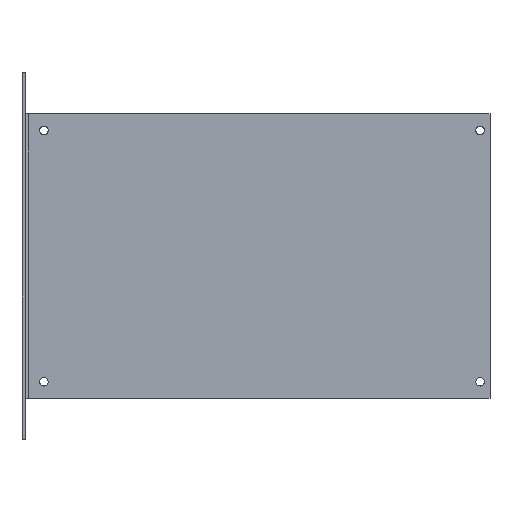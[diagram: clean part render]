
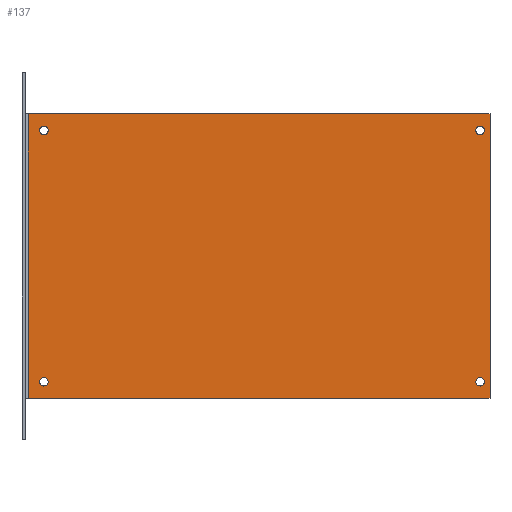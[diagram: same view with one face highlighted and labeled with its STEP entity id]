
A CAD part, top view. The second image highlights one B-rep face of the part: STEP entity #137.
In plain terms, the highlighted planar face has unit normal (0, 0, 1).
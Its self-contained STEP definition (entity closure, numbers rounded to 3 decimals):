
#137 = ADVANCED_FACE( '', ( #301, #302, #303, #304, #305 ), #306, .F. );
#301 = FACE_BOUND( '', #472, .T. );
#302 = FACE_BOUND( '', #473, .T. );
#303 = FACE_OUTER_BOUND( '', #474, .T. );
#304 = FACE_BOUND( '', #475, .T. );
#305 = FACE_BOUND( '', #476, .T. );
#306 = PLANE( '', #477 );
#472 = EDGE_LOOP( '', ( #828 ) );
#473 = EDGE_LOOP( '', ( #829 ) );
#474 = EDGE_LOOP( '', ( #830, #831, #832, #833 ) );
#475 = EDGE_LOOP( '', ( #834 ) );
#476 = EDGE_LOOP( '', ( #835 ) );
#477 = AXIS2_PLACEMENT_3D( '', #836, #837, #838 );
#828 = ORIENTED_EDGE( '', *, *, #919, .T. );
#829 = ORIENTED_EDGE( '', *, *, #932, .T. );
#830 = ORIENTED_EDGE( '', *, *, #1014, .F. );
#831 = ORIENTED_EDGE( '', *, *, #994, .F. );
#832 = ORIENTED_EDGE( '', *, *, #908, .F. );
#833 = ORIENTED_EDGE( '', *, *, #949, .F. );
#834 = ORIENTED_EDGE( '', *, *, #956, .T. );
#835 = ORIENTED_EDGE( '', *, *, #978, .T. );
#836 = CARTESIAN_POINT( '', ( -0.096, -50., -11.3 ) );
#837 = DIRECTION( '', ( 0., 0., -1. ) );
#838 = DIRECTION( '', ( -1., 0., 0. ) );
#908 = EDGE_CURVE( '', #1069, #1070, #1071, .T. );
#919 = EDGE_CURVE( '', #1089, #1089, #1090, .T. );
#932 = EDGE_CURVE( '', #1112, #1112, #1113, .T. );
#949 = EDGE_CURVE( '', #1138, #1069, #1140, .T. );
#956 = EDGE_CURVE( '', #1150, #1150, #1151, .T. );
#978 = EDGE_CURVE( '', #1184, #1184, #1185, .T. );
#994 = EDGE_CURVE( '', #1070, #1207, #1208, .T. );
#1014 = EDGE_CURVE( '', #1207, #1138, #1237, .T. );
#1069 = VERTEX_POINT( '', #1308 );
#1070 = VERTEX_POINT( '', #1309 );
#1071 = LINE( '', #1310, #1311 );
#1089 = VERTEX_POINT( '', #1334 );
#1090 = CIRCLE( '', #1335, 1.5 );
#1112 = VERTEX_POINT( '', #1365 );
#1113 = CIRCLE( '', #1366, 1.5 );
#1138 = VERTEX_POINT( '', #1400 );
#1140 = LINE( '', #1402, #1403 );
#1150 = VERTEX_POINT( '', #1416 );
#1151 = CIRCLE( '', #1417, 1.5 );
#1184 = VERTEX_POINT( '', #1462 );
#1185 = CIRCLE( '', #1463, 1.5 );
#1207 = VERTEX_POINT( '', #1493 );
#1208 = LINE( '', #1494, #1495 );
#1237 = LINE( '', #1538, #1539 );
#1308 = CARTESIAN_POINT( '', ( 163.5, 50., -11.3 ) );
#1309 = CARTESIAN_POINT( '', ( 163.5, -50., -11.3 ) );
#1310 = CARTESIAN_POINT( '', ( 163.5, 50., -11.3 ) );
#1311 = VECTOR( '', #1608, 1000. );
#1334 = CARTESIAN_POINT( '', ( 6.5, 45.75, -11.3 ) );
#1335 = AXIS2_PLACEMENT_3D( '', #1623, #1624, #1625 );
#1365 = CARTESIAN_POINT( '', ( 160., -42.75, -11.3 ) );
#1366 = AXIS2_PLACEMENT_3D( '', #1637, #1638, #1639 );
#1400 = CARTESIAN_POINT( '', ( 1., 50., -11.3 ) );
#1402 = CARTESIAN_POINT( '', ( -0.096, 50., -11.3 ) );
#1403 = VECTOR( '', #1658, 1000. );
#1416 = CARTESIAN_POINT( '', ( 160., 45.75, -11.3 ) );
#1417 = AXIS2_PLACEMENT_3D( '', #1665, #1666, #1667 );
#1462 = CARTESIAN_POINT( '', ( 6.5, -42.75, -11.3 ) );
#1463 = AXIS2_PLACEMENT_3D( '', #1689, #1690, #1691 );
#1493 = CARTESIAN_POINT( '', ( 1., -50., -11.3 ) );
#1494 = CARTESIAN_POINT( '', ( -0.096, -50., -11.3 ) );
#1495 = VECTOR( '', #1706, 1000. );
#1538 = CARTESIAN_POINT( '', ( 1., -50., -11.3 ) );
#1539 = VECTOR( '', #1730, 1000. );
#1608 = DIRECTION( '', ( 0., -1., 0. ) );
#1623 = CARTESIAN_POINT( '', ( 6.5, 44.25, -11.3 ) );
#1624 = DIRECTION( '', ( 0., 0., -1. ) );
#1625 = DIRECTION( '', ( 0., 1., 0. ) );
#1637 = CARTESIAN_POINT( '', ( 160., -44.25, -11.3 ) );
#1638 = DIRECTION( '', ( 0., 0., -1. ) );
#1639 = DIRECTION( '', ( 0., 1., 0. ) );
#1658 = DIRECTION( '', ( 1., 0., 0. ) );
#1665 = CARTESIAN_POINT( '', ( 160., 44.25, -11.3 ) );
#1666 = DIRECTION( '', ( 0., 0., -1. ) );
#1667 = DIRECTION( '', ( 0., 1., 0. ) );
#1689 = CARTESIAN_POINT( '', ( 6.5, -44.25, -11.3 ) );
#1690 = DIRECTION( '', ( 0., 0., -1. ) );
#1691 = DIRECTION( '', ( 0., 1., 0. ) );
#1706 = DIRECTION( '', ( -1., 0., 0. ) );
#1730 = DIRECTION( '', ( 0., 1., 0. ) );
